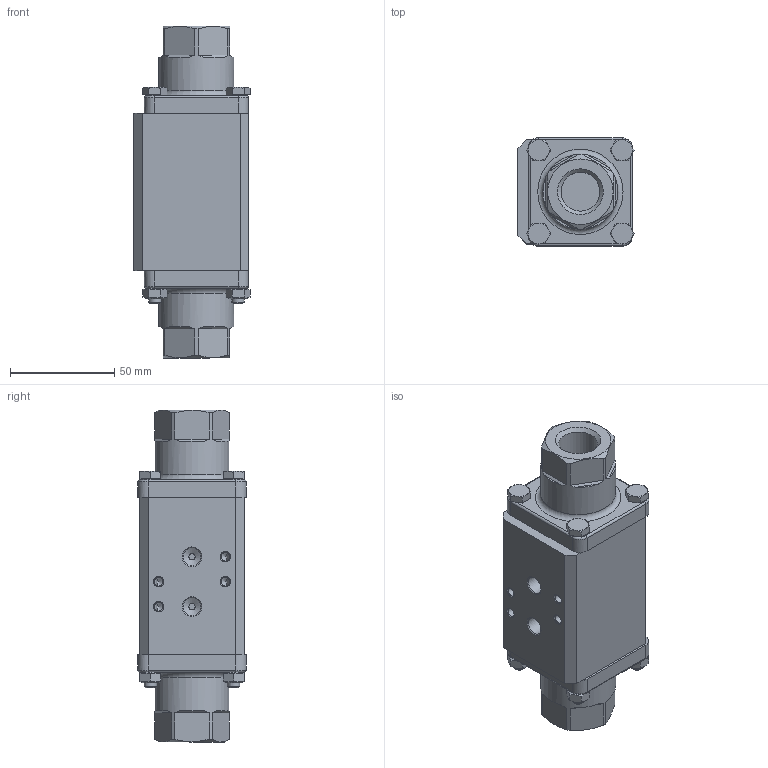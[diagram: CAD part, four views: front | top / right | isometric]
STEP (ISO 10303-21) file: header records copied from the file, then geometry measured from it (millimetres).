
FILE_DESCRIPTION(/* description */ (''),/* implementation_level */ '2;1');
FILE_NAME(/* name */ 'Typ 282 DN10 V4 G12.stp',/* time_stamp */ '2022-02-07T12:30:24+01:00',/* author */ ('dzuern'),/* organization */ (''),/* preprocessor_version */ 'ST-DEVELOPER v18.1',/* originating_system */ 'Autodesk Inventor 2021',/* authorisation */ '');
FILE_SCHEMA (('AUTOMOTIVE_DESIGN { 1 0 10303 214 3 1 1 }'));
Length unit declared in the file: millimetre
Products named in the file (1): BG-92820029_Shrinkwrap_1
Bounding box: 55.77 x 52 x 159.5 mm (x, y, z)
Volume: 303323.7 mm3; surface area: 43566.2 mm2
Topology: 1 solids, 1 shells, 250 faces, 608 edges, 376 vertices
Faces by surface type: plane 140, cone 56, cylinder 44, torus 10
Full cylindrical faces by diameter (mm): 2.5 x2, 3.242 x2, 4.134 x4, 6 x6, 6.5 x2, 8.566 x2, 8.9 x4, 18.631 x2, 36 x2
Entity records: 7654 total; most frequent: CARTESIAN_POINT 1669, DIRECTION 1212, ORIENTED_EDGE 1204, EDGE_CURVE 602, AXIS2_PLACEMENT_3D 481, VERTEX_POINT 376, EDGE_LOOP 280, LINE 250
